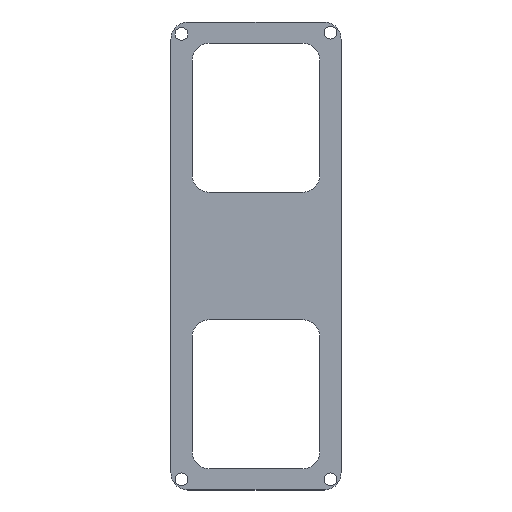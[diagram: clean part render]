
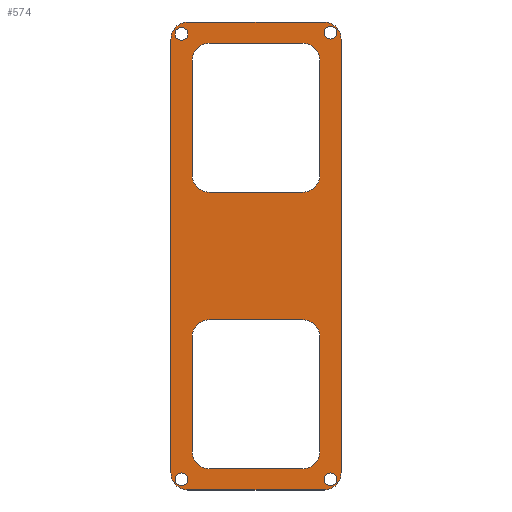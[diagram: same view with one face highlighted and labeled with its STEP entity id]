
A CAD part, top view. The second image highlights one B-rep face of the part: STEP entity #574.
In plain terms, the highlighted planar face has unit normal (0, 0, 1).
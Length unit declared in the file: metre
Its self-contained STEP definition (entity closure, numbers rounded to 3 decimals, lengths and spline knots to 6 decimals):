
#12=CIRCLE('',#611,0.0015);
#14=CIRCLE('',#614,0.0015);
#16=CIRCLE('',#617,0.0015);
#18=CIRCLE('',#620,0.0015);
#20=CIRCLE('',#626,0.004);
#21=CIRCLE('',#627,0.004);
#22=CIRCLE('',#628,0.004);
#23=CIRCLE('',#629,0.004);
#24=CIRCLE('',#630,0.004);
#25=CIRCLE('',#631,0.004);
#26=CIRCLE('',#632,0.004);
#27=CIRCLE('',#633,0.004);
#28=CIRCLE('',#634,0.004);
#29=CIRCLE('',#635,0.004);
#30=CIRCLE('',#636,0.004);
#31=CIRCLE('',#637,0.004);
#116=ORIENTED_EDGE('',*,*,#244,.F.);
#117=ORIENTED_EDGE('',*,*,#276,.T.);
#118=ORIENTED_EDGE('',*,*,#250,.T.);
#119=ORIENTED_EDGE('',*,*,#277,.T.);
#120=ORIENTED_EDGE('',*,*,#254,.T.);
#121=ORIENTED_EDGE('',*,*,#278,.T.);
#122=ORIENTED_EDGE('',*,*,#268,.F.);
#123=ORIENTED_EDGE('',*,*,#279,.T.);
#124=ORIENTED_EDGE('',*,*,#242,.T.);
#125=ORIENTED_EDGE('',*,*,#280,.T.);
#126=ORIENTED_EDGE('',*,*,#264,.F.);
#127=ORIENTED_EDGE('',*,*,#281,.T.);
#128=ORIENTED_EDGE('',*,*,#234,.F.);
#129=ORIENTED_EDGE('',*,*,#282,.T.);
#130=ORIENTED_EDGE('',*,*,#238,.T.);
#131=ORIENTED_EDGE('',*,*,#283,.T.);
#132=ORIENTED_EDGE('',*,*,#262,.F.);
#133=ORIENTED_EDGE('',*,*,#260,.F.);
#134=ORIENTED_EDGE('',*,*,#258,.F.);
#135=ORIENTED_EDGE('',*,*,#256,.F.);
#136=ORIENTED_EDGE('',*,*,#274,.F.);
#137=ORIENTED_EDGE('',*,*,#284,.T.);
#138=ORIENTED_EDGE('',*,*,#220,.T.);
#139=ORIENTED_EDGE('',*,*,#285,.T.);
#140=ORIENTED_EDGE('',*,*,#224,.T.);
#141=ORIENTED_EDGE('',*,*,#286,.T.);
#142=ORIENTED_EDGE('',*,*,#230,.F.);
#143=ORIENTED_EDGE('',*,*,#287,.T.);
#220=EDGE_CURVE('',#300,#301,#356,.T.);
#224=EDGE_CURVE('',#304,#305,#360,.T.);
#230=EDGE_CURVE('',#310,#311,#366,.T.);
#234=EDGE_CURVE('',#314,#315,#370,.T.);
#238=EDGE_CURVE('',#319,#318,#374,.T.);
#242=EDGE_CURVE('',#323,#322,#378,.T.);
#244=EDGE_CURVE('',#324,#325,#380,.T.);
#250=EDGE_CURVE('',#331,#330,#386,.T.);
#254=EDGE_CURVE('',#335,#334,#390,.T.);
#256=EDGE_CURVE('',#336,#336,#12,.T.);
#258=EDGE_CURVE('',#338,#338,#14,.T.);
#260=EDGE_CURVE('',#340,#340,#16,.T.);
#262=EDGE_CURVE('',#342,#342,#18,.T.);
#264=EDGE_CURVE('',#344,#345,#392,.T.);
#268=EDGE_CURVE('',#348,#349,#396,.T.);
#274=EDGE_CURVE('',#354,#355,#402,.T.);
#276=EDGE_CURVE('',#324,#331,#20,.F.);
#277=EDGE_CURVE('',#330,#335,#21,.F.);
#278=EDGE_CURVE('',#334,#349,#22,.F.);
#279=EDGE_CURVE('',#348,#325,#23,.F.);
#280=EDGE_CURVE('',#322,#345,#24,.T.);
#281=EDGE_CURVE('',#344,#315,#25,.T.);
#282=EDGE_CURVE('',#314,#319,#26,.T.);
#283=EDGE_CURVE('',#318,#323,#27,.T.);
#284=EDGE_CURVE('',#354,#300,#28,.F.);
#285=EDGE_CURVE('',#301,#304,#29,.F.);
#286=EDGE_CURVE('',#305,#311,#30,.F.);
#287=EDGE_CURVE('',#310,#355,#31,.F.);
#300=VERTEX_POINT('',#840);
#301=VERTEX_POINT('',#841);
#304=VERTEX_POINT('',#849);
#305=VERTEX_POINT('',#850);
#310=VERTEX_POINT('',#861);
#311=VERTEX_POINT('',#863);
#314=VERTEX_POINT('',#870);
#315=VERTEX_POINT('',#872);
#318=VERTEX_POINT('',#879);
#319=VERTEX_POINT('',#881);
#322=VERTEX_POINT('',#888);
#323=VERTEX_POINT('',#890);
#324=VERTEX_POINT('',#894);
#325=VERTEX_POINT('',#895);
#330=VERTEX_POINT('',#906);
#331=VERTEX_POINT('',#908);
#334=VERTEX_POINT('',#915);
#335=VERTEX_POINT('',#917);
#336=VERTEX_POINT('',#921);
#338=VERTEX_POINT('',#926);
#340=VERTEX_POINT('',#931);
#342=VERTEX_POINT('',#936);
#344=VERTEX_POINT('',#941);
#345=VERTEX_POINT('',#942);
#348=VERTEX_POINT('',#950);
#349=VERTEX_POINT('',#951);
#354=VERTEX_POINT('',#962);
#355=VERTEX_POINT('',#964);
#356=LINE('',#839,#404);
#360=LINE('',#848,#408);
#366=LINE('',#862,#414);
#370=LINE('',#871,#418);
#374=LINE('',#880,#422);
#378=LINE('',#889,#426);
#380=LINE('',#893,#428);
#386=LINE('',#907,#434);
#390=LINE('',#916,#438);
#392=LINE('',#940,#440);
#396=LINE('',#949,#444);
#402=LINE('',#963,#450);
#404=VECTOR('',#667,1.);
#408=VECTOR('',#673,1.);
#414=VECTOR('',#681,1.);
#418=VECTOR('',#687,1.);
#422=VECTOR('',#693,1.);
#426=VECTOR('',#699,1.);
#428=VECTOR('',#703,1.);
#434=VECTOR('',#711,1.);
#438=VECTOR('',#717,1.);
#440=VECTOR('',#745,1.);
#444=VECTOR('',#751,1.);
#450=VECTOR('',#759,1.);
#472=EDGE_LOOP('',(#116,#117,#118,#119,#120,#121,#122,#123));
#473=EDGE_LOOP('',(#124,#125,#126,#127,#128,#129,#130,#131));
#474=EDGE_LOOP('',(#132));
#475=EDGE_LOOP('',(#133));
#476=EDGE_LOOP('',(#134));
#477=EDGE_LOOP('',(#135));
#478=EDGE_LOOP('',(#136,#137,#138,#139,#140,#141,#142,#143));
#518=FACE_BOUND('',#472,.T.);
#519=FACE_BOUND('',#473,.T.);
#520=FACE_BOUND('',#474,.T.);
#521=FACE_BOUND('',#475,.T.);
#522=FACE_BOUND('',#476,.T.);
#523=FACE_BOUND('',#477,.T.);
#524=FACE_BOUND('',#478,.T.);
#556=PLANE('',#625);
#574=ADVANCED_FACE('',(#518,#519,#520,#521,#522,#523,#524),#556,.T.);
#611=AXIS2_PLACEMENT_3D('',#920,#721,#722);
#614=AXIS2_PLACEMENT_3D('',#925,#727,#728);
#617=AXIS2_PLACEMENT_3D('',#930,#733,#734);
#620=AXIS2_PLACEMENT_3D('',#935,#739,#740);
#625=AXIS2_PLACEMENT_3D('',#966,#761,#762);
#626=AXIS2_PLACEMENT_3D('',#967,#763,#764);
#627=AXIS2_PLACEMENT_3D('',#968,#765,#766);
#628=AXIS2_PLACEMENT_3D('',#969,#767,#768);
#629=AXIS2_PLACEMENT_3D('',#970,#769,#770);
#630=AXIS2_PLACEMENT_3D('',#971,#771,#772);
#631=AXIS2_PLACEMENT_3D('',#972,#773,#774);
#632=AXIS2_PLACEMENT_3D('',#973,#775,#776);
#633=AXIS2_PLACEMENT_3D('',#974,#777,#778);
#634=AXIS2_PLACEMENT_3D('',#975,#779,#780);
#635=AXIS2_PLACEMENT_3D('',#976,#781,#782);
#636=AXIS2_PLACEMENT_3D('',#977,#783,#784);
#637=AXIS2_PLACEMENT_3D('',#978,#785,#786);
#667=DIRECTION('',(0.,-1.,0.));
#673=DIRECTION('',(-1.,0.,0.));
#681=DIRECTION('',(0.,-1.,0.));
#687=DIRECTION('',(0.,-1.,0.));
#693=DIRECTION('',(-1.,0.,0.));
#699=DIRECTION('',(0.,-1.,0.));
#703=DIRECTION('',(-1.,0.,0.));
#711=DIRECTION('',(0.,-1.,0.));
#717=DIRECTION('',(-1.,0.,0.));
#721=DIRECTION('',(0.,0.,1.));
#722=DIRECTION('',(1.,0.,0.));
#727=DIRECTION('',(0.,0.,1.));
#728=DIRECTION('',(1.,0.,0.));
#733=DIRECTION('',(0.,0.,1.));
#734=DIRECTION('',(1.,0.,0.));
#739=DIRECTION('',(0.,0.,1.));
#740=DIRECTION('',(1.,0.,0.));
#745=DIRECTION('',(-1.,0.,0.));
#751=DIRECTION('',(0.,-1.,0.));
#759=DIRECTION('',(-1.,0.,0.));
#761=DIRECTION('',(0.,0.,1.));
#762=DIRECTION('',(1.,0.,0.));
#763=DIRECTION('',(0.,0.,1.));
#764=DIRECTION('',(1.,0.,0.));
#765=DIRECTION('',(0.,0.,1.));
#766=DIRECTION('',(1.,0.,0.));
#767=DIRECTION('',(0.,0.,1.));
#768=DIRECTION('',(1.,0.,0.));
#769=DIRECTION('',(0.,0.,1.));
#770=DIRECTION('',(1.,0.,0.));
#771=DIRECTION('',(0.,0.,1.));
#772=DIRECTION('',(1.,0.,0.));
#773=DIRECTION('',(0.,0.,1.));
#774=DIRECTION('',(1.,0.,0.));
#775=DIRECTION('',(0.,0.,1.));
#776=DIRECTION('',(1.,0.,0.));
#777=DIRECTION('',(0.,0.,1.));
#778=DIRECTION('',(1.,0.,0.));
#779=DIRECTION('',(0.,0.,1.));
#780=DIRECTION('',(1.,0.,0.));
#781=DIRECTION('',(0.,0.,1.));
#782=DIRECTION('',(1.,0.,0.));
#783=DIRECTION('',(0.,0.,1.));
#784=DIRECTION('',(1.,0.,0.));
#785=DIRECTION('',(0.,0.,1.));
#786=DIRECTION('',(1.,0.,0.));
#839=CARTESIAN_POINT('',(0.015,0.03249,0.002));
#840=CARTESIAN_POINT('',(0.015,0.04598,0.002));
#841=CARTESIAN_POINT('',(0.015,0.019,0.002));
#848=CARTESIAN_POINT('',(0.,0.015,0.002));
#849=CARTESIAN_POINT('',(0.011,0.015,0.002));
#850=CARTESIAN_POINT('',(-0.011,0.015,0.002));
#861=CARTESIAN_POINT('',(-0.015,0.04598,0.002));
#862=CARTESIAN_POINT('',(-0.015,0.03249,0.002));
#863=CARTESIAN_POINT('',(-0.015,0.019,0.002));
#870=CARTESIAN_POINT('',(0.02,0.05098,0.002));
#871=CARTESIAN_POINT('',(0.02,0.,0.002));
#872=CARTESIAN_POINT('',(0.02,-0.05098,0.002));
#879=CARTESIAN_POINT('',(-0.016,0.05498,0.002));
#880=CARTESIAN_POINT('',(0.,0.05498,0.002));
#881=CARTESIAN_POINT('',(0.016,0.05498,0.002));
#888=CARTESIAN_POINT('',(-0.02,-0.05098,0.002));
#889=CARTESIAN_POINT('',(-0.02,0.,0.002));
#890=CARTESIAN_POINT('',(-0.02,0.05098,0.002));
#893=CARTESIAN_POINT('',(0.,-0.015,0.002));
#894=CARTESIAN_POINT('',(0.011,-0.015,0.002));
#895=CARTESIAN_POINT('',(-0.011,-0.015,0.002));
#906=CARTESIAN_POINT('',(0.015,-0.04598,0.002));
#907=CARTESIAN_POINT('',(0.015,-0.03249,0.002));
#908=CARTESIAN_POINT('',(0.015,-0.019,0.002));
#915=CARTESIAN_POINT('',(-0.011,-0.04998,0.002));
#916=CARTESIAN_POINT('',(0.,-0.04998,0.002));
#917=CARTESIAN_POINT('',(0.011,-0.04998,0.002));
#920=CARTESIAN_POINT('',(0.0175,0.05248,0.002));
#921=CARTESIAN_POINT('',(0.019,0.05248,0.002));
#925=CARTESIAN_POINT('',(-0.0175,0.052172,0.002));
#926=CARTESIAN_POINT('',(-0.016,0.052172,0.002));
#930=CARTESIAN_POINT('',(-0.0175,-0.05248,0.002));
#931=CARTESIAN_POINT('',(-0.016,-0.05248,0.002));
#935=CARTESIAN_POINT('',(0.0175,-0.05248,0.002));
#936=CARTESIAN_POINT('',(0.019,-0.05248,0.002));
#940=CARTESIAN_POINT('',(0.,-0.05498,0.002));
#941=CARTESIAN_POINT('',(0.016,-0.05498,0.002));
#942=CARTESIAN_POINT('',(-0.016,-0.05498,0.002));
#949=CARTESIAN_POINT('',(-0.015,-0.03249,0.002));
#950=CARTESIAN_POINT('',(-0.015,-0.019,0.002));
#951=CARTESIAN_POINT('',(-0.015,-0.04598,0.002));
#962=CARTESIAN_POINT('',(0.011,0.04998,0.002));
#963=CARTESIAN_POINT('',(0.,0.04998,0.002));
#964=CARTESIAN_POINT('',(-0.011,0.04998,0.002));
#966=CARTESIAN_POINT('',(0.,0.,0.002));
#967=CARTESIAN_POINT('',(0.011,-0.019,0.002));
#968=CARTESIAN_POINT('',(0.011,-0.04598,0.002));
#969=CARTESIAN_POINT('',(-0.011,-0.04598,0.002));
#970=CARTESIAN_POINT('',(-0.011,-0.019,0.002));
#971=CARTESIAN_POINT('',(-0.016,-0.05098,0.002));
#972=CARTESIAN_POINT('',(0.016,-0.05098,0.002));
#973=CARTESIAN_POINT('',(0.016,0.05098,0.002));
#974=CARTESIAN_POINT('',(-0.016,0.05098,0.002));
#975=CARTESIAN_POINT('',(0.011,0.04598,0.002));
#976=CARTESIAN_POINT('',(0.011,0.019,0.002));
#977=CARTESIAN_POINT('',(-0.011,0.019,0.002));
#978=CARTESIAN_POINT('',(-0.011,0.04598,0.002));
